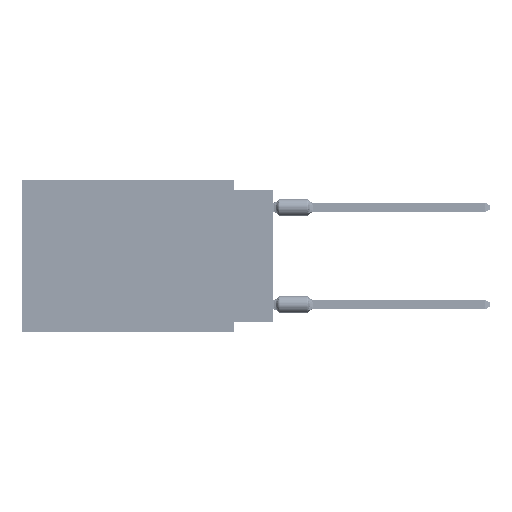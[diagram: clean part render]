
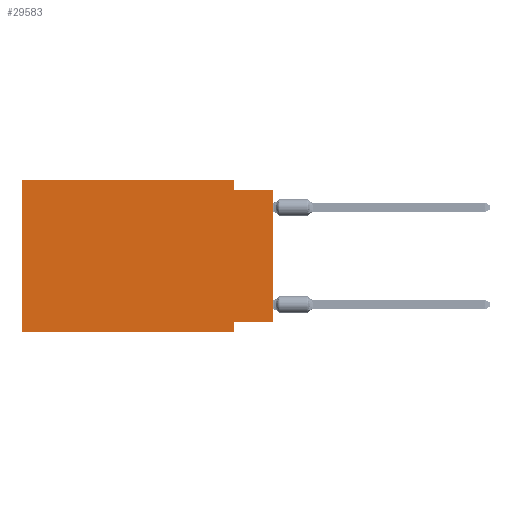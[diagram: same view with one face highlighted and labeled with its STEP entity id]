
A CAD part, left-side view. The second image highlights one B-rep face of the part: STEP entity #29583.
In plain terms, the highlighted planar face has unit normal (-1, 0, 0).
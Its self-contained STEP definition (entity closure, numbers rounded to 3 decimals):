
#167 = CARTESIAN_POINT ( 'NONE',  ( 0., 0., 0. ) ) ;
#941 = CARTESIAN_POINT ( 'NONE',  ( 0., 0., -0.635 ) ) ;
#3300 = ORIENTED_EDGE ( 'NONE', *, *, #65237, .F. ) ;
#4262 = LINE ( 'NONE', #69456, #22040 ) ;
#6194 = VERTEX_POINT ( 'NONE', #41723 ) ;
#7825 = VECTOR ( 'NONE', #20150, 1000. ) ;
#8566 = VERTEX_POINT ( 'NONE', #41796 ) ;
#9716 = VERTEX_POINT ( 'NONE', #941 ) ;
#11422 = CARTESIAN_POINT ( 'NONE',  ( 0., 16.383, -9.906 ) ) ;
#11786 = LINE ( 'NONE', #11422, #63099 ) ;
#11834 = VERTEX_POINT ( 'NONE', #67030 ) ;
#12198 = EDGE_CURVE ( 'NONE', #42330, #11834, #4262, .T. ) ;
#12253 = LINE ( 'NONE', #167, #46517 ) ;
#13087 = CARTESIAN_POINT ( 'NONE',  ( 0., 0., -0.635 ) ) ;
#13425 = EDGE_CURVE ( 'NONE', #6194, #31766, #11786, .T. ) ;
#15243 = DIRECTION ( 'NONE',  ( 0., 0., -1. ) ) ;
#15983 = ORIENTED_EDGE ( 'NONE', *, *, #12198, .F. ) ;
#16269 = VERTEX_POINT ( 'NONE', #36992 ) ;
#17967 = AXIS2_PLACEMENT_3D ( 'NONE', #69418, #64082, #15243 ) ;
#20119 = LINE ( 'NONE', #57914, #60411 ) ;
#20150 = DIRECTION ( 'NONE',  ( 0., 0., 1. ) ) ;
#21713 = EDGE_CURVE ( 'NONE', #16269, #31766, #36090, .T. ) ;
#21872 = DIRECTION ( 'NONE',  ( 0., 0., 1. ) ) ;
#22040 = VECTOR ( 'NONE', #23451, 1000. ) ;
#22840 = DIRECTION ( 'NONE',  ( 0., 0., -1. ) ) ;
#23007 = CARTESIAN_POINT ( 'NONE',  ( 0., 16.383, 0. ) ) ;
#23451 = DIRECTION ( 'NONE',  ( 0., -1., 0. ) ) ;
#24111 = DIRECTION ( 'NONE',  ( 0., -1., 0. ) ) ;
#24165 = VERTEX_POINT ( 'NONE', #29473 ) ;
#24494 = ORIENTED_EDGE ( 'NONE', *, *, #48124, .F. ) ;
#27116 = LINE ( 'NONE', #33527, #53901 ) ;
#29473 = CARTESIAN_POINT ( 'NONE',  ( 0., 2.54, -0.635 ) ) ;
#29583 = ADVANCED_FACE ( 'NONE', ( #58022 ), #52661, .F. ) ;
#29822 = EDGE_CURVE ( 'NONE', #24165, #9716, #34457, .T. ) ;
#31766 = VERTEX_POINT ( 'NONE', #38552 ) ;
#33527 = CARTESIAN_POINT ( 'NONE',  ( 0., 2.54, 0. ) ) ;
#33840 = DIRECTION ( 'NONE',  ( 0., -1., 0. ) ) ;
#34457 = LINE ( 'NONE', #13087, #35040 ) ;
#35040 = VECTOR ( 'NONE', #24111, 1000. ) ;
#36090 = LINE ( 'NONE', #40729, #42198 ) ;
#36880 = CARTESIAN_POINT ( 'NONE',  ( 0., 16.383, 0. ) ) ;
#36992 = CARTESIAN_POINT ( 'NONE',  ( 0., 2.54, -9.271 ) ) ;
#38552 = CARTESIAN_POINT ( 'NONE',  ( 0., 2.54, -9.906 ) ) ;
#40729 = CARTESIAN_POINT ( 'NONE',  ( 0., 2.54, -9.906 ) ) ;
#41723 = CARTESIAN_POINT ( 'NONE',  ( 0., 16.383, -9.906 ) ) ;
#41796 = CARTESIAN_POINT ( 'NONE',  ( 0., 0., -9.271 ) ) ;
#41961 = ORIENTED_EDGE ( 'NONE', *, *, #29822, .F. ) ;
#42198 = VECTOR ( 'NONE', #62517, 1000. ) ;
#42330 = VERTEX_POINT ( 'NONE', #23007 ) ;
#42532 = ORIENTED_EDGE ( 'NONE', *, *, #66214, .T. ) ;
#46517 = VECTOR ( 'NONE', #21872, 1000. ) ;
#48124 = EDGE_CURVE ( 'NONE', #11834, #24165, #27116, .T. ) ;
#52583 = LINE ( 'NONE', #36880, #7825 ) ;
#52661 = PLANE ( 'NONE',  #17967 ) ;
#53901 = VECTOR ( 'NONE', #22840, 1000. ) ;
#57914 = CARTESIAN_POINT ( 'NONE',  ( 0., 0., -9.271 ) ) ;
#58022 = FACE_OUTER_BOUND ( 'NONE', #60795, .T. ) ;
#60161 = ORIENTED_EDGE ( 'NONE', *, *, #21713, .F. ) ;
#60411 = VECTOR ( 'NONE', #66618, 1000. ) ;
#60795 = EDGE_LOOP ( 'NONE', ( #42532, #41961, #24494, #15983, #3300, #63789, #60161, #65026 ) ) ;
#62517 = DIRECTION ( 'NONE',  ( 0., 0., -1. ) ) ;
#63099 = VECTOR ( 'NONE', #33840, 1000. ) ;
#63789 = ORIENTED_EDGE ( 'NONE', *, *, #13425, .T. ) ;
#64082 = DIRECTION ( 'NONE',  ( 1., 0., 0. ) ) ;
#65026 = ORIENTED_EDGE ( 'NONE', *, *, #68384, .F. ) ;
#65237 = EDGE_CURVE ( 'NONE', #6194, #42330, #52583, .T. ) ;
#66214 = EDGE_CURVE ( 'NONE', #8566, #9716, #12253, .T. ) ;
#66618 = DIRECTION ( 'NONE',  ( 0., 1., 0. ) ) ;
#67030 = CARTESIAN_POINT ( 'NONE',  ( 0., 2.54, 0. ) ) ;
#68384 = EDGE_CURVE ( 'NONE', #8566, #16269, #20119, .T. ) ;
#69418 = CARTESIAN_POINT ( 'NONE',  ( 0., 16.383, 0. ) ) ;
#69456 = CARTESIAN_POINT ( 'NONE',  ( 0., 16.383, 0. ) ) ;
